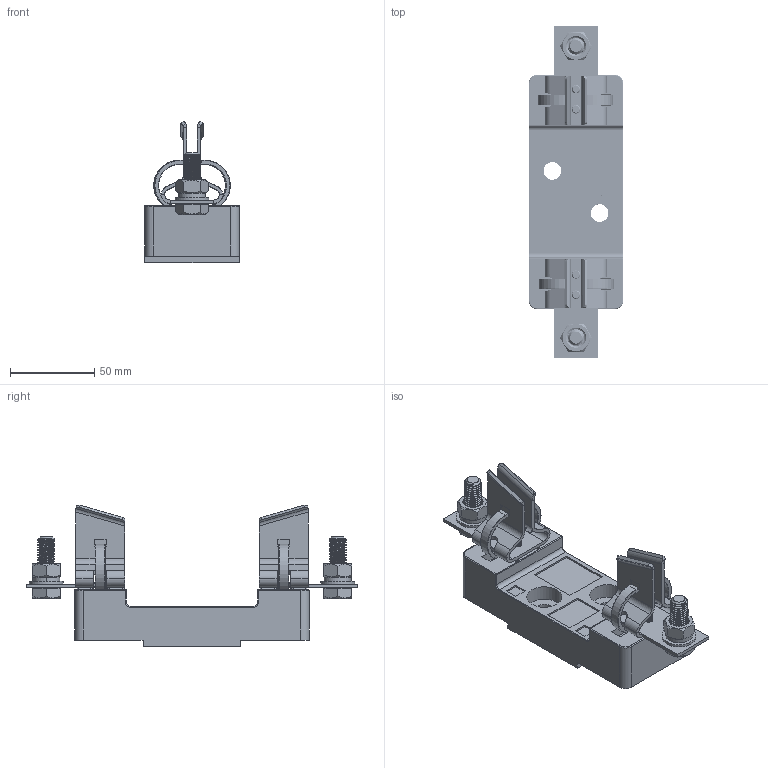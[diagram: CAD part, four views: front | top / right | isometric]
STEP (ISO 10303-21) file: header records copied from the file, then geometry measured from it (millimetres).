
FILE_DESCRIPTION(/* description */ (''),/* implementation_level */ '2;1');
FILE_NAME(/* name */ 'RT16-1座.prt.stp',/* time_stamp */ '2021-11-24T09:02:28+08:00',/* author */ (''),/* organization */ (''),/* preprocessor_version */ 'ST-DEVELOPER v16',/* originating_system */ 'SIEMENS PLM Software NX 10.0',/* authorisation */ '');
FILE_SCHEMA (('CONFIG_CONTROL_DESIGN'));
Products named in the file (1): RT16-1座
Bounding box: 56 x 196.9 x 84.1 mm (x, y, z)
Volume: 164883 mm3; surface area: 73402 mm2
Topology: 25 solids, 25 shells, 697 faces, 1696 edges, 1036 vertices
Faces by surface type: plane 353, cylinder 226, sphere 36, bspline 34, torus 30, cone 18
Full cylindrical faces by diameter (mm): 5 x4, 5.2 x4, 6 x4, 8.2 x4, 10 x4, 10.5 x4, 11.5 x2, 15 x2, 20 x2, 21 x2
Entity records: 80810 total; most frequent: CARTESIAN_POINT 65270, ORIENTED_EDGE 3148, DIRECTION 3110, EDGE_CURVE 1574, AXIS2_PLACEMENT_3D 1126, VERTEX_POINT 1000, LINE 858, VECTOR 858
